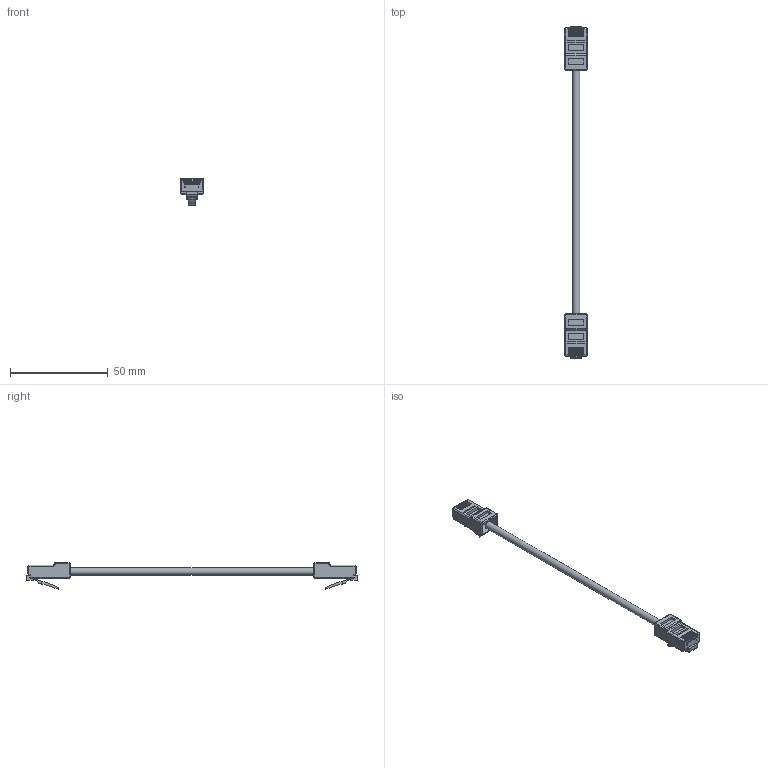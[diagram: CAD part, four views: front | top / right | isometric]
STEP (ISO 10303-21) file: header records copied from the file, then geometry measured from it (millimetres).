
FILE_DESCRIPTION (( 'STEP AP214' ), '1' );
FILE_NAME ('TRD855PL.STEP', '2018-04-06T14:26:50', ( '' ), ( '' ), 'SwSTEP 2.0', 'SolidWorks 2017', '' );
FILE_SCHEMA (( 'AUTOMOTIVE_DESIGN' ));
Length unit declared in the file: inch
Products named in the file (3): TPC2347-PROD; 1AD01-006; TRD855PL
Assembly tree (3 placements, depth 2):
  TRD855PL
    1AD01-006  x2
    TPC2347-PROD
Bounding box: 11.68 x 169.42 x 13.74 mm (x, y, z)
Volume: 3603.4 mm3; surface area: 5226.9 mm2
Topology: 3 solids, 3 shells, 451 faces, 1181 edges, 740 vertices
Faces by surface type: plane 260, cylinder 127, bspline 40, sphere 20, torus 4
Full cylindrical faces by diameter (mm): 1.016 x16, 3.81 x1
Entity records: 8404 total; most frequent: CARTESIAN_POINT 2331, ORIENTED_EDGE 1140, DIRECTION 1092, EDGE_CURVE 570, VECTOR 388, LINE 388, VERTEX_POINT 371, AXIS2_PLACEMENT_3D 352
